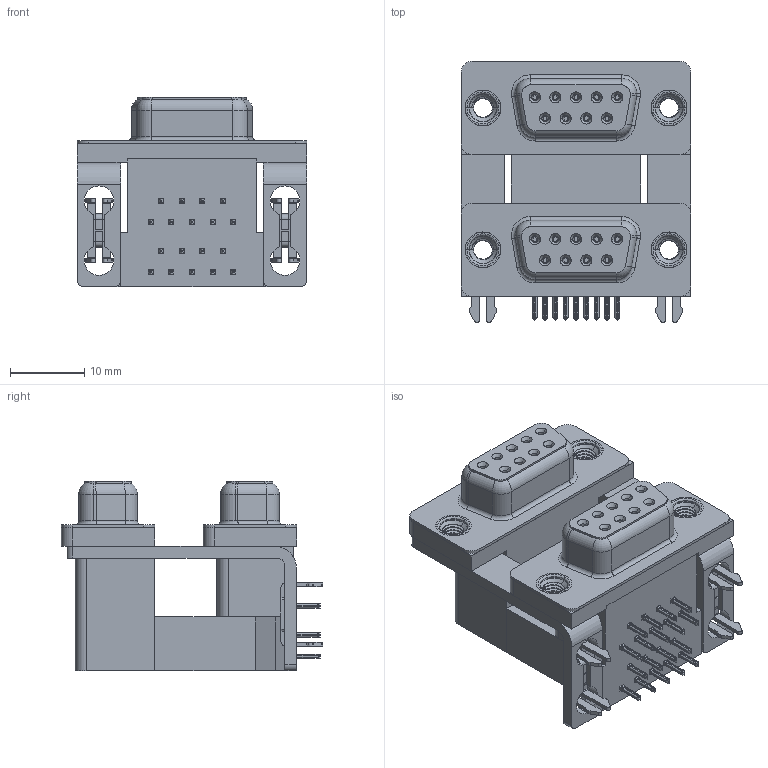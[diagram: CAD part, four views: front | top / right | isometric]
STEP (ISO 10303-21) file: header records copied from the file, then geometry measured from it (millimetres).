
FILE_DESCRIPTION (( 'STEP AP203' ), '1' );
FILE_NAME ('662-009-364-03A.STEP', '2022-06-21T20:35:59', ( '' ), ( '' ), 'SwSTEP 2.0', 'SolidWorks 2020', '' );
FILE_SCHEMA (( 'CONFIG_CONTROL_DESIGN' ));
Length unit declared in the file: millimetre
Products named in the file (12): 662 Contact Top Lower; 662 Threaded Rivet_M3; 662 Housing Spacer_09 Contacts M; 662 Housing Upper_09 Contacts M; 662 Mounting Bracket_2ProngM; 662 Contact Top Upper_M; 662 Shell_09 Contacts; 662-009-364-03A; 662 Housing Lower_09 Contacts; 662 Contact Bottom Upper_M; 662 2 Prong Board Lock_3; 662 Contact Bottom Lower
Assembly tree (31 placements, depth 2):
  662-009-364-03A
    662 Housing Lower_09 Contacts
    662 Housing Spacer_09 Contacts M
    662 Housing Upper_09 Contacts M
    662 Shell_09 Contacts  x2
    662 Contact Bottom Lower  x4
    662 Contact Top Lower  x5
    662 Contact Bottom Upper_M  x4
    662 Contact Top Upper_M  x5
    662 Mounting Bracket_2ProngM  x2
    662 2 Prong Board Lock_3  x2
    662 Threaded Rivet_M3  x4
Bounding box: 30.81 x 35.1 x 25.4 mm (x, y, z)
Volume: 11295.3 mm3; surface area: 13471.8 mm2
Topology: 31 solids, 31 shells, 3266 faces, 8570 edges, 5400 vertices
Faces by surface type: plane 1476, cylinder 854, bspline 628, cone 232, torus 76
Entity records: 44557 total; most frequent: CARTESIAN_POINT 15144, ORIENTED_EDGE 6044, DIRECTION 5184, EDGE_CURVE 3022, VECTOR 1934, LINE 1934, VERTEX_POINT 1928, AXIS2_PLACEMENT_3D 1625
